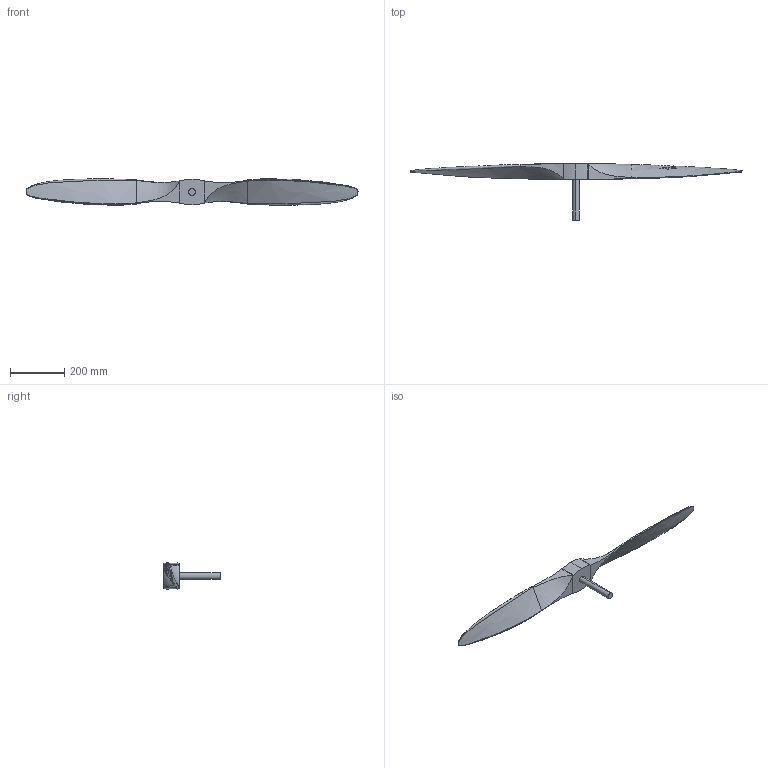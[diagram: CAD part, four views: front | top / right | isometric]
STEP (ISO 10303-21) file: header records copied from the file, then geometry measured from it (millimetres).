
FILE_DESCRIPTION (( 'STEP AP203' ), '1' );
FILE_NAME ('propeller drone.STEP', '2022-06-16T00:17:31', ( '' ), ( '' ), 'SwSTEP 2.0', 'SolidWorks 2021', '' );
FILE_SCHEMA (( 'CONFIG_CONTROL_DESIGN' ));
Length unit declared in the file: millimetre
Products named in the file (1): propeller drone
Bounding box: 1219.2 x 207.04 x 97.99 mm (x, y, z)
Volume: 1975100.9 mm3; surface area: 258662.3 mm2
Topology: 2 solids, 2 shells, 47 faces, 137 edges, 97 vertices
Faces by surface type: bspline 37, cylinder 6, plane 4
Entity records: 9861 total; most frequent: CARTESIAN_POINT 8854, ORIENTED_EDGE 266, EDGE_CURVE 133, B_SPLINE_CURVE_WITH_KNOTS 107, VERTEX_POINT 97, DIRECTION 56, EDGE_LOOP 56, FACE_OUTER_BOUND 47
